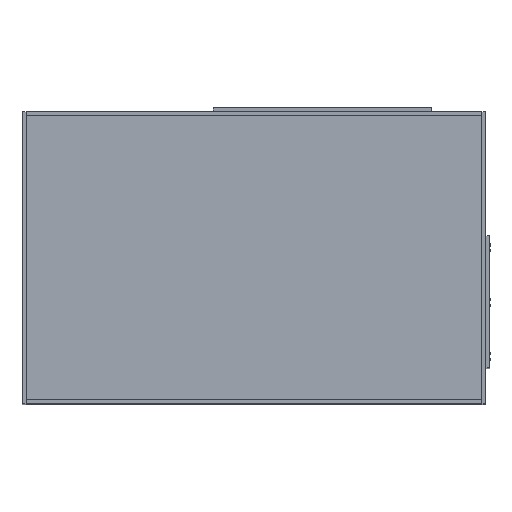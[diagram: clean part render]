
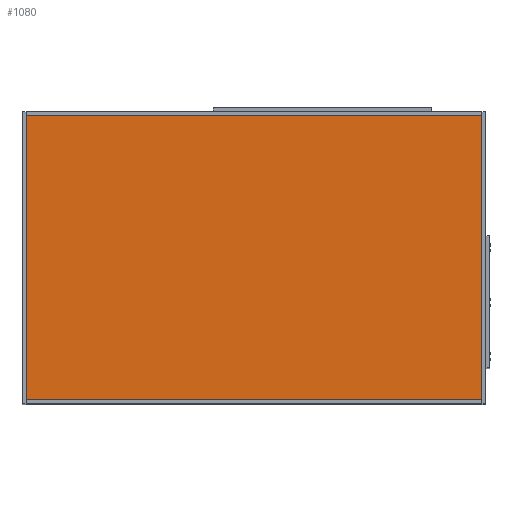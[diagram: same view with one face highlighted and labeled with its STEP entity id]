
A CAD part, top view. The second image highlights one B-rep face of the part: STEP entity #1080.
In plain terms, the highlighted planar face has unit normal (0, 0, 1).
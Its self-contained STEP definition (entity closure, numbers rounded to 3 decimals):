
#1080=ADVANCED_FACE('',(#1518),#5698,.T.);
#1518=FACE_OUTER_BOUND('',#1972,.T.);
#1972=EDGE_LOOP('',(#3327,#3328,#3329,#3330));
#3327=ORIENTED_EDGE('',*,*,#4381,.T.);
#3328=ORIENTED_EDGE('',*,*,#4385,.T.);
#3329=ORIENTED_EDGE('',*,*,#4388,.T.);
#3330=ORIENTED_EDGE('',*,*,#4390,.T.);
#4381=EDGE_CURVE('',#5402,#5401,#4849,.T.);
#4385=EDGE_CURVE('',#5401,#5404,#4853,.T.);
#4388=EDGE_CURVE('',#5404,#5406,#4856,.T.);
#4390=EDGE_CURVE('',#5406,#5402,#4858,.T.);
#4849=B_SPLINE_CURVE_WITH_KNOTS('',1,(#10502,#10503),.UNSPECIFIED.,.F.,
 .F.,(2,2),(0.,590.),.UNSPECIFIED.);
#4853=B_SPLINE_CURVE_WITH_KNOTS('',1,(#10510,#10511),.UNSPECIFIED.,.F.,
 .F.,(2,2),(590.,980.),.UNSPECIFIED.);
#4856=B_SPLINE_CURVE_WITH_KNOTS('',1,(#10516,#10517),.UNSPECIFIED.,.F.,
 .F.,(2,2),(980.,1570.),.UNSPECIFIED.);
#4858=B_SPLINE_CURVE_WITH_KNOTS('',1,(#10520,#10521),.UNSPECIFIED.,.F.,
 .F.,(2,2),(1570.,1960.),.UNSPECIFIED.);
#5401=VERTEX_POINT('',#10492);
#5402=VERTEX_POINT('',#10493);
#5404=VERTEX_POINT('',#10495);
#5406=VERTEX_POINT('',#10497);
#5698=PLANE('',#6120);
#6120=AXIS2_PLACEMENT_3D('',#10489,#6474,$);
#6474=DIRECTION('',(0.,0.,1.));
#10489=CARTESIAN_POINT('',(695.808,5.,540.));
#10492=CARTESIAN_POINT('',(1280.892,5.,540.));
#10493=CARTESIAN_POINT('',(695.808,5.,540.));
#10495=CARTESIAN_POINT('',(1280.892,370.,540.));
#10497=CARTESIAN_POINT('',(695.808,370.,540.));
#10502=CARTESIAN_POINT('',(695.808,5.,540.));
#10503=CARTESIAN_POINT('',(1280.892,5.,540.));
#10510=CARTESIAN_POINT('',(1280.892,5.,540.));
#10511=CARTESIAN_POINT('',(1280.892,370.,540.));
#10516=CARTESIAN_POINT('',(1280.892,370.,540.));
#10517=CARTESIAN_POINT('',(695.808,370.,540.));
#10520=CARTESIAN_POINT('',(695.808,370.,540.));
#10521=CARTESIAN_POINT('',(695.808,5.,540.));
